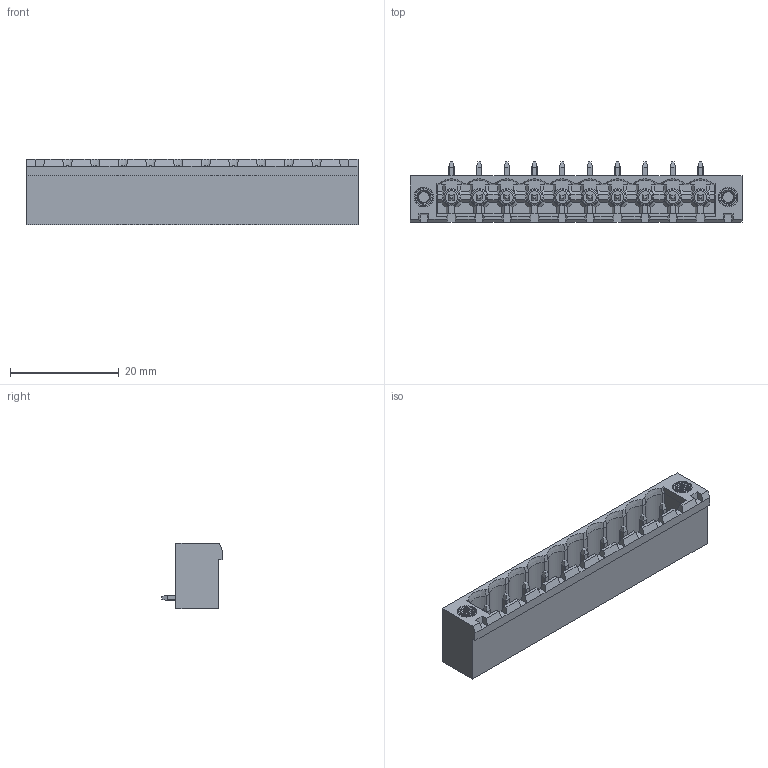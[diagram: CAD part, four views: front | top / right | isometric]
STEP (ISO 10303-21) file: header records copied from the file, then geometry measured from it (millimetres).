
FILE_DESCRIPTION(/* description */ ('Unknown'),/* implementation_level */ '2;1');
FILE_NAME(/* name */ '691701550010B',/* time_stamp */ '2024-01-05T11:39:13+01:00',/* author */ ('Unknown'),/* organization */ ('Unknown'),/* preprocessor_version */ 'ST-DEVELOPER v18.102',/* originating_system */ 'Solid Edge',/* authorisation */ 'Unknown');
FILE_SCHEMA (('AUTOMOTIVE_DESIGN {1 0 10303 214 3 1 1}'));
Length unit declared in the file: millimetre
Products named in the file (4): 6917015500xxB; 691701520010B; 6917015300xxB_Pin; 6917015200xxB_Insert
Assembly tree (13 placements, depth 2):
  6917015500xxB
    691701520010B
    6917015300xxB_Pin  x10
    6917015200xxB_Insert  x2
Bounding box: 60.96 x 11.1 x 12.01 mm (x, y, z)
Volume: 2699.3 mm3; surface area: 5655.4 mm2
Topology: 13 solids, 13 shells, 1389 faces, 3741 edges, 2404 vertices
Faces by surface type: plane 959, cylinder 280, cone 74, torus 60, sphere 10, bspline 6
Full cylindrical faces by diameter (mm): 3.18 x2, 3.2 x2
Entity records: 30145 total; most frequent: CARTESIAN_POINT 7455, ORIENTED_EDGE 4764, DIRECTION 4453, EDGE_CURVE 2382, LINE 1831, VECTOR 1831, VERTEX_POINT 1545, AXIS2_PLACEMENT_3D 1311
